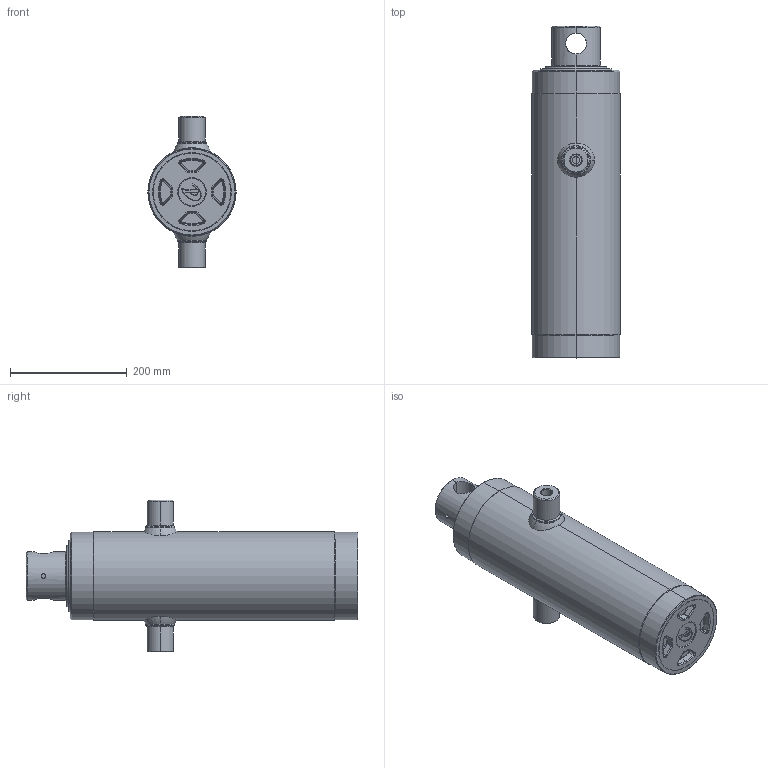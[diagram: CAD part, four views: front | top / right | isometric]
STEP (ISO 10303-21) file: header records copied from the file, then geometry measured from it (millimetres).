
FILE_DESCRIPTION (( 'STEP AP203' ), '1' );
FILE_NAME ('314.STEP', '2014-10-14T11:37:51', ( '' ), ( '' ), 'SwSTEP 2.0', 'SolidWorks 2013', '' );
FILE_SCHEMA (( 'CONFIG_CONTROL_DESIGN' ));
Length unit declared in the file: millimetre
Products named in the file (1): 314
Bounding box: 151.5 x 569 x 260.5 mm (x, y, z)
Surface area: 758230.3 mm2 (no closed solid volume)
Topology: 0 solids, 13 shells, 242 faces, 624 edges, 388 vertices
Faces by surface type: torus 72, cylinder 70, cone 66, plane 27, bspline 7
Entity records: 9239 total; most frequent: CARTESIAN_POINT 3235, DIRECTION 1397, ORIENTED_EDGE 1103, EDGE_CURVE 624, AXIS2_PLACEMENT_3D 599, VERTEX_POINT 388, CIRCLE 363, EDGE_LOOP 256
